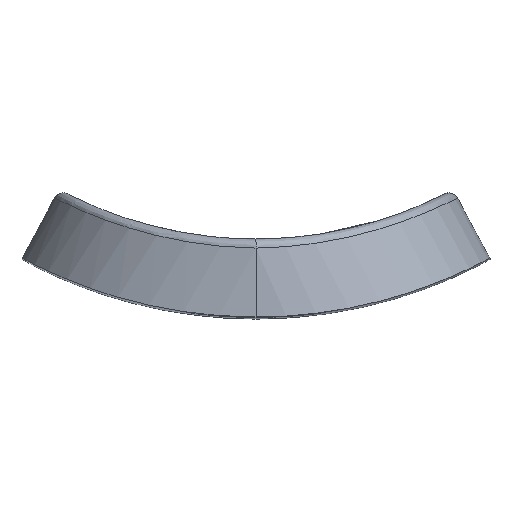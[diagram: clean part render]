
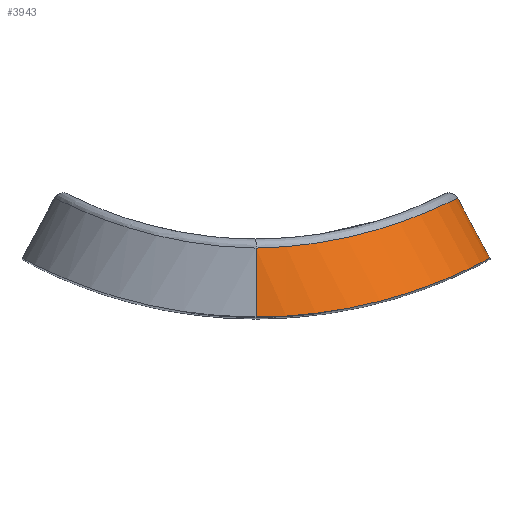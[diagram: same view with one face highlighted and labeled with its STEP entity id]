
A CAD part, top view. The second image highlights one B-rep face of the part: STEP entity #3943.
In plain terms, the highlighted cylindrical face has radius 12 mm (diameter 24 mm), a partial arc.
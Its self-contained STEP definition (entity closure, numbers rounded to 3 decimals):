
#316 = CARTESIAN_POINT ( 'NONE',  ( 9.381, 1.661, 24.475 ) ) ;
#471 = CARTESIAN_POINT ( 'NONE',  ( -10.552, 15.486, 19.5 ) ) ;
#633 = CARTESIAN_POINT ( 'NONE',  ( 11.716, -1.111, 22.29 ) ) ;
#841 = CARTESIAN_POINT ( 'NONE',  ( 6.161, -3.245, 30.048 ) ) ;
#896 = CARTESIAN_POINT ( 'NONE',  ( 8.91, -2.374, 27.869 ) ) ;
#1056 = ORIENTED_EDGE ( 'NONE', *, *, #10342, .F. ) ;
#1113 = CARTESIAN_POINT ( 'NONE',  ( 12., -0.959, 19.5 ) ) ;
#1163 = ORIENTED_EDGE ( 'NONE', *, *, #6722, .F. ) ;
#1421 = CARTESIAN_POINT ( 'NONE',  ( 5.421, 0.253, 29.419 ) ) ;
#1489 = FACE_OUTER_BOUND ( 'NONE', #5179, .T. ) ;
#1938 = CARTESIAN_POINT ( 'NONE',  ( 0., -4., 31.5 ) ) ;
#1992 = CARTESIAN_POINT ( 'NONE',  ( 0., -4., 31.5 ) ) ;
#2035 = CARTESIAN_POINT ( 'NONE',  ( 10.863, -1.54, 24.945 ) ) ;
#2382 = CARTESIAN_POINT ( 'NONE',  ( 0.729, -0.447, 31.276 ) ) ;
#2423 = CARTESIAN_POINT ( 'NONE',  ( 7.743, 0.984, 27.235 ) ) ;
#2721 = VERTEX_POINT ( 'NONE', #14032 ) ;
#3093 = CARTESIAN_POINT ( 'NONE',  ( 0., -2.817, 31.5 ) ) ;
#3136 = CARTESIAN_POINT ( 'NONE',  ( 11.414, -1.267, 23.451 ) ) ;
#3245 = CARTESIAN_POINT ( 'NONE',  ( 7.49, -2.871, 29.19 ) ) ;
#3384 = CARTESIAN_POINT ( 'NONE',  ( 0., -0.467, 31.381 ) ) ;
#3452 = CARTESIAN_POINT ( 'NONE',  ( 2.855, -0.257, 30.727 ) ) ;
#3536 = CARTESIAN_POINT ( 'NONE',  ( 10.02, 1.966, 22.392 ) ) ;
#3580 = CARTESIAN_POINT ( 'NONE',  ( 7.963, 1.067, 26.949 ) ) ;
#3628 = B_SPLINE_CURVE_WITH_KNOTS ( 'NONE', 3,
 ( #6203, #10588, #11541, #633, #9395, #3136, #4327, #2035, #8551, #7459, #11978, #14029, #896, #13931, #3245, #841, #10879, #4289, #9696, #12900, #12949, #8646, #12850, #1938 ),
 .UNSPECIFIED., .F., .F.,
 ( 4, 2, 2, 2, 2, 2, 2, 2, 2, 2, 2, 4 ),
 ( 0., 0.002, 0.004, 0.005, 0.007, 0.008, 0.01, 0.012, 0.014, 0.016, 0.017, 0.019 ),
 .UNSPECIFIED. ) ;
#3928 = DIRECTION ( 'NONE',  ( 0.879, 0.476, 0. ) ) ;
#3943 = ADVANCED_FACE ( 'NONE', ( #1489 ), #13139, .T. ) ;
#4289 = CARTESIAN_POINT ( 'NONE',  ( 4.35, -3.625, 30.819 ) ) ;
#4327 = CARTESIAN_POINT ( 'NONE',  ( 11.288, -1.331, 23.834 ) ) ;
#4471 = EDGE_CURVE ( 'NONE', #9728, #12522, #3628, .T. ) ;
#5179 = EDGE_LOOP ( 'NONE', ( #1056, #9434, #1163, #12131 ) ) ;
#5701 = CARTESIAN_POINT ( 'NONE',  ( 9.842, 1.879, 23.096 ) ) ;
#5789 = CARTESIAN_POINT ( 'NONE',  ( 10.094, 2.003, 22.037 ) ) ;
#6104 = LINE ( 'NONE', #11737, #11046 ) ;
#6203 = CARTESIAN_POINT ( 'NONE',  ( 12., -0.959, 19.5 ) ) ;
#6402 = CARTESIAN_POINT ( 'NONE',  ( 0., -4., 31.5 ) ) ;
#6440 = EDGE_CURVE ( 'NONE', #2721, #11138, #7939, .T. ) ;
#6722 = EDGE_CURVE ( 'NONE', #12522, #11138, #8121, .T. ) ;
#6907 = CARTESIAN_POINT ( 'NONE',  ( 0.366, -0.461, 31.336 ) ) ;
#7459 = CARTESIAN_POINT ( 'NONE',  ( 9.885, -1.982, 26.64 ) ) ;
#7861 = CARTESIAN_POINT ( 'NONE',  ( 0., -0.467, 31.381 ) ) ;
#7939 = B_SPLINE_CURVE_WITH_KNOTS ( 'NONE', 3,
 ( #10713, #11822, #8936, #5789, #3536, #5701, #10000, #316, #12238, #8001, #13369, #3580, #2423, #12188, #13326, #1421, #13420, #10042, #3452, #10083, #9074, #2382, #6907, #7861 ),
 .UNSPECIFIED., .F., .F.,
 ( 4, 2, 2, 2, 2, 2, 2, 2, 2, 2, 2, 4 ),
 ( 0., 0.002, 0.003, 0.004, 0.007, 0.008, 0.009, 0.011, 0.013, 0.015, 0.016, 0.017 ),
 .UNSPECIFIED. ) ;
#8001 = CARTESIAN_POINT ( 'NONE',  ( 8.562, 1.305, 26.059 ) ) ;
#8121 =( BOUNDED_CURVE ( )  B_SPLINE_CURVE ( 3, ( #1992, #3093, #8597, #12851 ),
 .UNSPECIFIED., .F., .T. ) 
 B_SPLINE_CURVE_WITH_KNOTS ( ( 4, 4 ),
 ( 4.712, 4.853 ),
 .UNSPECIFIED. ) 
 CURVE ( )  GEOMETRIC_REPRESENTATION_ITEM ( )  RATIONAL_B_SPLINE_CURVE ( ( 1., 0.998, 0.998, 1. ) ) 
 REPRESENTATION_ITEM ( '' )  );
#8551 = CARTESIAN_POINT ( 'NONE',  ( 10.514, -1.706, 25.647 ) ) ;
#8597 = CARTESIAN_POINT ( 'NONE',  ( 0., -1.638, 31.46 ) ) ;
#8646 = CARTESIAN_POINT ( 'NONE',  ( 1.615, -3.961, 31.437 ) ) ;
#8936 = CARTESIAN_POINT ( 'NONE',  ( 10.271, 2.092, 20.964 ) ) ;
#9074 = CARTESIAN_POINT ( 'NONE',  ( 1.449, -0.402, 31.127 ) ) ;
#9395 = CARTESIAN_POINT ( 'NONE',  ( 11.628, -1.157, 22.679 ) ) ;
#9434 = ORIENTED_EDGE ( 'NONE', *, *, #6440, .T. ) ;
#9696 = CARTESIAN_POINT ( 'NONE',  ( 3.972, -3.688, 30.941 ) ) ;
#9728 = VERTEX_POINT ( 'NONE', #1113 ) ;
#10000 = CARTESIAN_POINT ( 'NONE',  ( 9.737, 1.829, 23.447 ) ) ;
#10042 = CARTESIAN_POINT ( 'NONE',  ( 3.526, -0.152, 30.462 ) ) ;
#10083 = CARTESIAN_POINT ( 'NONE',  ( 1.806, -0.371, 31.038 ) ) ;
#10342 = EDGE_CURVE ( 'NONE', #2721, #9728, #6104, .T. ) ;
#10588 = CARTESIAN_POINT ( 'NONE',  ( 12., -0.959, 20.313 ) ) ;
#10713 = CARTESIAN_POINT ( 'NONE',  ( 10.331, 2.123, 19.5 ) ) ;
#10818 = DIRECTION ( 'NONE',  ( 0.476, -0.879, 0. ) ) ;
#10879 = CARTESIAN_POINT ( 'NONE',  ( 5.458, -3.413, 30.399 ) ) ;
#11046 = VECTOR ( 'NONE', #10818, 1000. ) ;
#11138 = VERTEX_POINT ( 'NONE', #3384 ) ;
#11541 = CARTESIAN_POINT ( 'NONE',  ( 11.928, -0.999, 21.112 ) ) ;
#11737 = CARTESIAN_POINT ( 'NONE',  ( 12., -0.959, 19.5 ) ) ;
#11822 = CARTESIAN_POINT ( 'NONE',  ( 10.331, 2.123, 20.238 ) ) ;
#11978 = CARTESIAN_POINT ( 'NONE',  ( 9.656, -2.078, 26.963 ) ) ;
#12119 = AXIS2_PLACEMENT_3D ( 'NONE', #471, #12589, #3928 ) ;
#12131 = ORIENTED_EDGE ( 'NONE', *, *, #4471, .F. ) ;
#12188 = CARTESIAN_POINT ( 'NONE',  ( 7.049, 0.735, 28.048 ) ) ;
#12238 = CARTESIAN_POINT ( 'NONE',  ( 9.088, 1.527, 25.128 ) ) ;
#12522 = VERTEX_POINT ( 'NONE', #6402 ) ;
#12589 = DIRECTION ( 'NONE',  ( 0.476, -0.879, 0. ) ) ;
#12850 = CARTESIAN_POINT ( 'NONE',  ( 0.812, -4., 31.5 ) ) ;
#12851 = CARTESIAN_POINT ( 'NONE',  ( 0., -0.467, 31.381 ) ) ;
#12900 = CARTESIAN_POINT ( 'NONE',  ( 3.196, -3.8, 31.149 ) ) ;
#12949 = CARTESIAN_POINT ( 'NONE',  ( 2.802, -3.847, 31.235 ) ) ;
#13139 = CYLINDRICAL_SURFACE ( 'NONE', #12119, 12. ) ;
#13326 = CARTESIAN_POINT ( 'NONE',  ( 6.539, 0.569, 28.538 ) ) ;
#13369 = CARTESIAN_POINT ( 'NONE',  ( 8.373, 1.228, 26.361 ) ) ;
#13420 = CARTESIAN_POINT ( 'NONE',  ( 4.806, 0.102, 29.811 ) ) ;
#13931 = CARTESIAN_POINT ( 'NONE',  ( 8.092, -2.672, 28.698 ) ) ;
#14029 = CARTESIAN_POINT ( 'NONE',  ( 9.168, -2.275, 27.578 ) ) ;
#14032 = CARTESIAN_POINT ( 'NONE',  ( 10.331, 2.123, 19.5 ) ) ;
